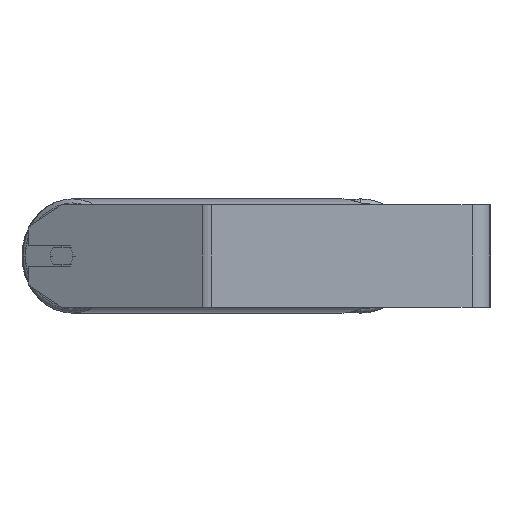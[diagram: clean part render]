
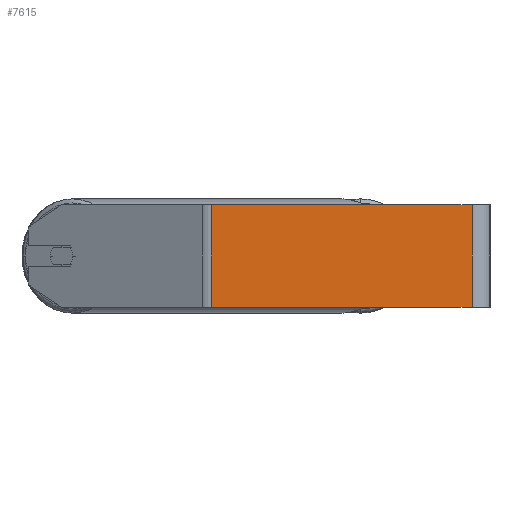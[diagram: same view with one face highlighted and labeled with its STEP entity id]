
A CAD part, left-side view. The second image highlights one B-rep face of the part: STEP entity #7615.
In plain terms, the highlighted planar face has unit normal (-1, 0, 0).
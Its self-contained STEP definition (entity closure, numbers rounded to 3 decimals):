
#374 = VERTEX_POINT ( 'NONE', #4333 ) ;
#426 = ORIENTED_EDGE ( 'NONE', *, *, #4203, .T. ) ;
#721 = LINE ( 'NONE', #1961, #2156 ) ;
#978 = LINE ( 'NONE', #5144, #7991 ) ;
#1387 = DIRECTION ( 'NONE',  ( 1., 0., 0. ) ) ;
#1961 = CARTESIAN_POINT ( 'NONE',  ( -700., 220.668, -40. ) ) ;
#2156 = VECTOR ( 'NONE', #3413, 1000. ) ;
#2393 = ORIENTED_EDGE ( 'NONE', *, *, #3950, .T. ) ;
#2654 = CARTESIAN_POINT ( 'NONE',  ( -700., 216.917, -40. ) ) ;
#2867 = VECTOR ( 'NONE', #7922, 1000. ) ;
#3413 = DIRECTION ( 'NONE',  ( 0., -1., 0. ) ) ;
#3794 = LINE ( 'NONE', #5793, #6535 ) ;
#3950 = EDGE_CURVE ( 'NONE', #8376, #8192, #721, .T. ) ;
#3981 = CARTESIAN_POINT ( 'NONE',  ( -700., 220.668, 40. ) ) ;
#4203 = EDGE_CURVE ( 'NONE', #8643, #8376, #3794, .T. ) ;
#4333 = CARTESIAN_POINT ( 'NONE',  ( -700., 14., 40. ) ) ;
#4625 = FACE_OUTER_BOUND ( 'NONE', #5202, .T. ) ;
#5038 = AXIS2_PLACEMENT_3D ( 'NONE', #7444, #1387, #7317 ) ;
#5144 = CARTESIAN_POINT ( 'NONE',  ( -700., 14., 40. ) ) ;
#5202 = EDGE_LOOP ( 'NONE', ( #2393, #6047, #7735, #426 ) ) ;
#5530 = CARTESIAN_POINT ( 'NONE',  ( -700., 14., -40. ) ) ;
#5793 = CARTESIAN_POINT ( 'NONE',  ( -700., 216.917, 40. ) ) ;
#6047 = ORIENTED_EDGE ( 'NONE', *, *, #6805, .F. ) ;
#6271 = CARTESIAN_POINT ( 'NONE',  ( -700., 216.917, 40. ) ) ;
#6535 = VECTOR ( 'NONE', #7256, 1000. ) ;
#6805 = EDGE_CURVE ( 'NONE', #374, #8192, #978, .T. ) ;
#7256 = DIRECTION ( 'NONE',  ( 0., 0., -1. ) ) ;
#7317 = DIRECTION ( 'NONE',  ( 0., 0., -1. ) ) ;
#7444 = CARTESIAN_POINT ( 'NONE',  ( -700., 220.668, 40. ) ) ;
#7615 = ADVANCED_FACE ( 'NONE', ( #4625 ), #8069, .F. ) ;
#7735 = ORIENTED_EDGE ( 'NONE', *, *, #7874, .F. ) ;
#7874 = EDGE_CURVE ( 'NONE', #8643, #374, #8015, .T. ) ;
#7922 = DIRECTION ( 'NONE',  ( 0., -1., 0. ) ) ;
#7991 = VECTOR ( 'NONE', #8450, 1000. ) ;
#8015 = LINE ( 'NONE', #3981, #2867 ) ;
#8069 = PLANE ( 'NONE',  #5038 ) ;
#8192 = VERTEX_POINT ( 'NONE', #5530 ) ;
#8376 = VERTEX_POINT ( 'NONE', #2654 ) ;
#8450 = DIRECTION ( 'NONE',  ( 0., 0., -1. ) ) ;
#8643 = VERTEX_POINT ( 'NONE', #6271 ) ;
